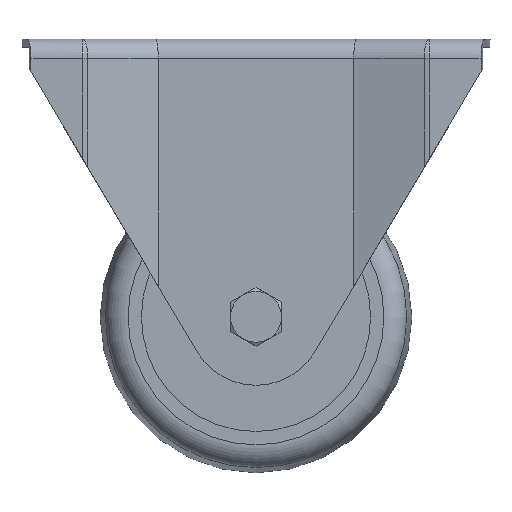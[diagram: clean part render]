
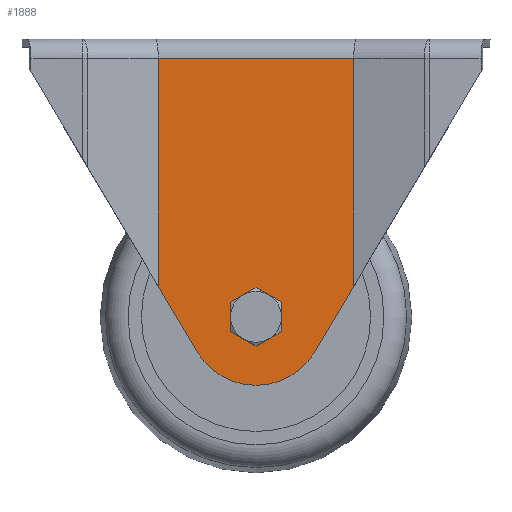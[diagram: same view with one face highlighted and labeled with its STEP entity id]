
A CAD part, top view. The second image highlights one B-rep face of the part: STEP entity #1888.
In plain terms, the highlighted planar face has unit normal (0, 0, 1).
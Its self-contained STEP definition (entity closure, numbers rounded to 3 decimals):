
#142=LINE('',#3208,#266);
#155=LINE('',#3247,#279);
#167=LINE('',#3278,#291);
#169=LINE('',#3284,#293);
#170=LINE('',#3286,#294);
#266=VECTOR('',#2499,1000.);
#279=VECTOR('',#2534,1000.);
#291=VECTOR('',#2562,1000.);
#293=VECTOR('',#2568,1000.);
#294=VECTOR('',#2569,1000.);
#392=PLANE('',#2140);
#464=CIRCLE('',#2126,17.5);
#468=CIRCLE('',#2141,4.3);
#769=ORIENTED_EDGE('',*,*,#1176,.T.);
#770=ORIENTED_EDGE('',*,*,#1177,.T.);
#771=ORIENTED_EDGE('',*,*,#1178,.T.);
#772=ORIENTED_EDGE('',*,*,#1174,.F.);
#773=ORIENTED_EDGE('',*,*,#1158,.T.);
#774=ORIENTED_EDGE('',*,*,#1150,.F.);
#775=ORIENTED_EDGE('',*,*,#1138,.T.);
#1138=EDGE_CURVE('',#1359,#1366,#142,.T.);
#1150=EDGE_CURVE('',#1359,#1375,#464,.F.);
#1158=EDGE_CURVE('',#1382,#1375,#155,.T.);
#1174=EDGE_CURVE('',#1382,#1393,#167,.T.);
#1176=EDGE_CURVE('',#1394,#1394,#468,.F.);
#1177=EDGE_CURVE('',#1366,#1395,#169,.T.);
#1178=EDGE_CURVE('',#1395,#1393,#170,.F.);
#1359=VERTEX_POINT('',#3193);
#1366=VERTEX_POINT('',#3207);
#1375=VERTEX_POINT('',#3229);
#1382=VERTEX_POINT('',#3248);
#1393=VERTEX_POINT('',#3279);
#1394=VERTEX_POINT('',#3283);
#1395=VERTEX_POINT('',#3285);
#1578=EDGE_LOOP('',(#769));
#1579=EDGE_LOOP('',(#770,#771,#772,#773,#774,#775));
#1734=FACE_BOUND('',#1578,.T.);
#1735=FACE_BOUND('',#1579,.T.);
#1888=ADVANCED_FACE('',(#1734,#1735),#392,.T.);
#2126=AXIS2_PLACEMENT_3D('',#3232,#2518,#2519);
#2140=AXIS2_PLACEMENT_3D('',#3281,#2564,#2565);
#2141=AXIS2_PLACEMENT_3D('',#3282,#2566,#2567);
#2499=DIRECTION('',(0.51,0.86,0.));
#2518=DIRECTION('',(0.,0.,1.));
#2519=DIRECTION('',(1.,0.,0.));
#2534=DIRECTION('',(0.51,-0.86,0.));
#2562=DIRECTION('',(0.,1.,0.));
#2564=DIRECTION('',(0.,0.,1.));
#2565=DIRECTION('',(1.,0.,0.));
#2566=DIRECTION('',(0.,0.,1.));
#2567=DIRECTION('',(1.,0.,0.));
#2568=DIRECTION('',(0.,1.,0.));
#2569=DIRECTION('',(1.,0.,0.));
#3193=CARTESIAN_POINT('',(15.054,-79.923,21.));
#3207=CARTESIAN_POINT('',(25.,-63.144,21.));
#3208=CARTESIAN_POINT('',(0.878,-103.839,21.));
#3229=CARTESIAN_POINT('',(-15.054,-79.923,21.));
#3232=CARTESIAN_POINT('',(0.,-71.,21.));
#3247=CARTESIAN_POINT('',(-13.878,-81.907,21.));
#3248=CARTESIAN_POINT('',(-25.,-63.144,21.));
#3278=CARTESIAN_POINT('',(-25.,-88.5,21.));
#3279=CARTESIAN_POINT('',(-25.,-5.,21.));
#3281=CARTESIAN_POINT('',(-25.,-88.5,21.));
#3282=CARTESIAN_POINT('',(0.,-71.,21.));
#3283=CARTESIAN_POINT('',(4.3,-71.,21.));
#3284=CARTESIAN_POINT('',(25.,-88.5,21.));
#3285=CARTESIAN_POINT('',(25.,-5.,21.));
#3286=CARTESIAN_POINT('',(-25.,-5.,21.));
